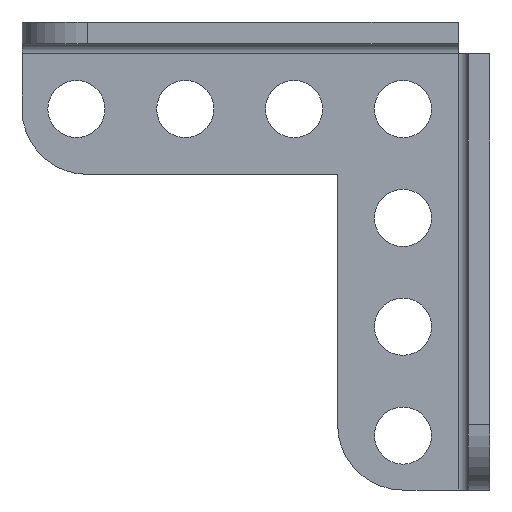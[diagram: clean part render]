
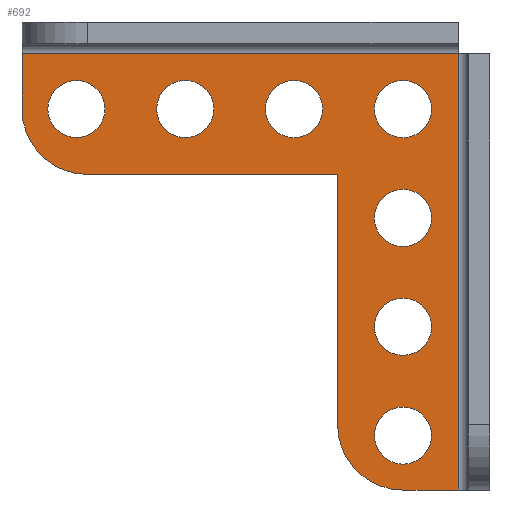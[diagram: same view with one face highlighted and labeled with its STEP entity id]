
A CAD part, front view. The second image highlights one B-rep face of the part: STEP entity #692.
In plain terms, the highlighted planar face has unit normal (0, -1, 0).
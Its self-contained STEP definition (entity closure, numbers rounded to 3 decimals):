
#26=FACE_BOUND('',#144,.T.);
#27=FACE_BOUND('',#145,.T.);
#28=FACE_BOUND('',#146,.T.);
#29=FACE_BOUND('',#147,.T.);
#30=FACE_BOUND('',#148,.T.);
#31=FACE_BOUND('',#149,.T.);
#32=FACE_BOUND('',#150,.T.);
#93=FACE_OUTER_BOUND('',#143,.T.);
#143=EDGE_LOOP('',(#554,#555,#556,#557,#558,#559,#560,#561));
#144=EDGE_LOOP('',(#562));
#145=EDGE_LOOP('',(#563));
#146=EDGE_LOOP('',(#564));
#147=EDGE_LOOP('',(#565));
#148=EDGE_LOOP('',(#566));
#149=EDGE_LOOP('',(#567));
#150=EDGE_LOOP('',(#568));
#211=CIRCLE('',#731,4.8);
#216=CIRCLE('',#739,4.8);
#231=CIRCLE('',#759,2.1);
#232=CIRCLE('',#760,2.1);
#233=CIRCLE('',#761,2.1);
#234=CIRCLE('',#762,2.1);
#235=CIRCLE('',#763,2.1);
#236=CIRCLE('',#764,2.1);
#237=CIRCLE('',#765,2.1);
#257=LINE('',#1038,#299);
#258=LINE('',#1043,#300);
#280=LINE('',#1132,#322);
#281=LINE('',#1133,#323);
#282=LINE('',#1134,#324);
#283=LINE('',#1135,#325);
#299=VECTOR('',#819,4.063);
#300=VECTOR('',#824,4.063);
#322=VECTOR('',#910,18.4);
#323=VECTOR('',#911,32.063);
#324=VECTOR('',#912,32.063);
#325=VECTOR('',#913,18.4);
#342=VERTEX_POINT('',#1035);
#343=VERTEX_POINT('',#1037);
#344=VERTEX_POINT('',#1041);
#345=VERTEX_POINT('',#1042);
#353=VERTEX_POINT('',#1060);
#358=VERTEX_POINT('',#1076);
#371=VERTEX_POINT('',#1107);
#380=VERTEX_POINT('',#1131);
#381=VERTEX_POINT('',#1136);
#382=VERTEX_POINT('',#1138);
#383=VERTEX_POINT('',#1140);
#384=VERTEX_POINT('',#1142);
#385=VERTEX_POINT('',#1144);
#386=VERTEX_POINT('',#1146);
#387=VERTEX_POINT('',#1148);
#408=EDGE_CURVE('',#343,#342,#257,.T.);
#410=EDGE_CURVE('',#344,#345,#258,.T.);
#419=EDGE_CURVE('',#353,#344,#211,.T.);
#427=EDGE_CURVE('',#342,#358,#216,.T.);
#455=EDGE_CURVE('',#380,#353,#280,.T.);
#456=EDGE_CURVE('',#371,#345,#281,.T.);
#457=EDGE_CURVE('',#343,#371,#282,.T.);
#458=EDGE_CURVE('',#358,#380,#283,.T.);
#459=EDGE_CURVE('',#381,#381,#231,.T.);
#460=EDGE_CURVE('',#382,#382,#232,.T.);
#461=EDGE_CURVE('',#383,#383,#233,.T.);
#462=EDGE_CURVE('',#384,#384,#234,.T.);
#463=EDGE_CURVE('',#385,#385,#235,.T.);
#464=EDGE_CURVE('',#386,#386,#236,.T.);
#465=EDGE_CURVE('',#387,#387,#237,.T.);
#554=ORIENTED_EDGE('',*,*,#455,.T.);
#555=ORIENTED_EDGE('',*,*,#419,.T.);
#556=ORIENTED_EDGE('',*,*,#410,.T.);
#557=ORIENTED_EDGE('',*,*,#456,.F.);
#558=ORIENTED_EDGE('',*,*,#457,.F.);
#559=ORIENTED_EDGE('',*,*,#408,.T.);
#560=ORIENTED_EDGE('',*,*,#427,.T.);
#561=ORIENTED_EDGE('',*,*,#458,.T.);
#562=ORIENTED_EDGE('',*,*,#459,.T.);
#563=ORIENTED_EDGE('',*,*,#460,.T.);
#564=ORIENTED_EDGE('',*,*,#461,.T.);
#565=ORIENTED_EDGE('',*,*,#462,.T.);
#566=ORIENTED_EDGE('',*,*,#463,.T.);
#567=ORIENTED_EDGE('',*,*,#464,.T.);
#568=ORIENTED_EDGE('',*,*,#465,.T.);
#672=PLANE('',#758);
#692=ADVANCED_FACE('',(#93,#26,#27,#28,#29,#30,#31,#32),#672,.T.);
#731=AXIS2_PLACEMENT_3D('',#1061,#838,#839);
#739=AXIS2_PLACEMENT_3D('',#1077,#857,#858);
#758=AXIS2_PLACEMENT_3D('',#1130,#908,#909);
#759=AXIS2_PLACEMENT_3D('',#1137,#914,#915);
#760=AXIS2_PLACEMENT_3D('',#1139,#916,#917);
#761=AXIS2_PLACEMENT_3D('',#1141,#918,#919);
#762=AXIS2_PLACEMENT_3D('',#1143,#920,#921);
#763=AXIS2_PLACEMENT_3D('',#1145,#922,#923);
#764=AXIS2_PLACEMENT_3D('',#1147,#924,#925);
#765=AXIS2_PLACEMENT_3D('',#1149,#926,#927);
#819=DIRECTION('',(0.,0.,-1.));
#824=DIRECTION('',(1.,0.,0.));
#838=DIRECTION('center_axis',(0.,-1.,0.));
#839=DIRECTION('ref_axis',(-1.,0.,0.));
#857=DIRECTION('center_axis',(0.,-1.,0.));
#858=DIRECTION('ref_axis',(-1.,0.,0.));
#908=DIRECTION('center_axis',(0.,-1.,0.));
#909=DIRECTION('ref_axis',(0.,0.,-1.));
#910=DIRECTION('',(0.,0.,-1.));
#911=DIRECTION('',(0.,0.,-1.));
#912=DIRECTION('',(1.,0.,0.));
#913=DIRECTION('',(1.,0.,0.));
#914=DIRECTION('center_axis',(0.,1.,0.));
#915=DIRECTION('ref_axis',(0.,0.,-1.));
#916=DIRECTION('center_axis',(0.,1.,0.));
#917=DIRECTION('ref_axis',(0.,0.,-1.));
#918=DIRECTION('center_axis',(0.,1.,0.));
#919=DIRECTION('ref_axis',(0.,0.,-1.));
#920=DIRECTION('center_axis',(0.,1.,0.));
#921=DIRECTION('ref_axis',(0.,0.,-1.));
#922=DIRECTION('center_axis',(0.,1.,0.));
#923=DIRECTION('ref_axis',(0.,0.,-1.));
#924=DIRECTION('center_axis',(0.,1.,0.));
#925=DIRECTION('ref_axis',(0.,0.,-1.));
#926=DIRECTION('center_axis',(0.,1.,0.));
#927=DIRECTION('ref_axis',(0.,0.,-1.));
#1035=CARTESIAN_POINT('',(-11.855,-1.6,-7.999));
#1037=CARTESIAN_POINT('',(-11.855,-1.6,-3.936));
#1038=CARTESIAN_POINT('',(-11.855,-1.6,-3.936));
#1041=CARTESIAN_POINT('',(16.145,-1.6,-35.999));
#1042=CARTESIAN_POINT('',(20.208,-1.6,-35.999));
#1043=CARTESIAN_POINT('',(16.145,-1.6,-35.999));
#1060=CARTESIAN_POINT('',(11.345,-1.6,-31.199));
#1061=CARTESIAN_POINT('Origin',(16.145,-1.6,-31.199));
#1076=CARTESIAN_POINT('',(-7.055,-1.6,-12.799));
#1077=CARTESIAN_POINT('Origin',(-7.055,-1.6,-7.999));
#1107=CARTESIAN_POINT('',(20.208,-1.6,-3.936));
#1130=CARTESIAN_POINT('Origin',(7.545,-1.6,-45.599));
#1131=CARTESIAN_POINT('',(11.345,-1.6,-12.799));
#1132=CARTESIAN_POINT('',(11.345,-1.6,-12.799));
#1133=CARTESIAN_POINT('',(20.208,-1.6,-3.936));
#1134=CARTESIAN_POINT('',(-11.855,-1.6,-3.936));
#1135=CARTESIAN_POINT('',(-7.055,-1.6,-12.799));
#1136=CARTESIAN_POINT('',(16.145,-1.6,-18.099));
#1137=CARTESIAN_POINT('Origin',(16.145,-1.6,-15.999));
#1138=CARTESIAN_POINT('',(8.145,-1.6,-10.099));
#1139=CARTESIAN_POINT('Origin',(8.145,-1.6,-7.999));
#1140=CARTESIAN_POINT('',(16.145,-1.6,-10.099));
#1141=CARTESIAN_POINT('Origin',(16.145,-1.6,-7.999));
#1142=CARTESIAN_POINT('',(0.145,-1.6,-10.099));
#1143=CARTESIAN_POINT('Origin',(0.145,-1.6,-7.999));
#1144=CARTESIAN_POINT('',(-7.855,-1.6,-10.099));
#1145=CARTESIAN_POINT('Origin',(-7.855,-1.6,-7.999));
#1146=CARTESIAN_POINT('',(16.145,-1.6,-26.099));
#1147=CARTESIAN_POINT('Origin',(16.145,-1.6,-23.999));
#1148=CARTESIAN_POINT('',(16.145,-1.6,-34.099));
#1149=CARTESIAN_POINT('Origin',(16.145,-1.6,-31.999));
